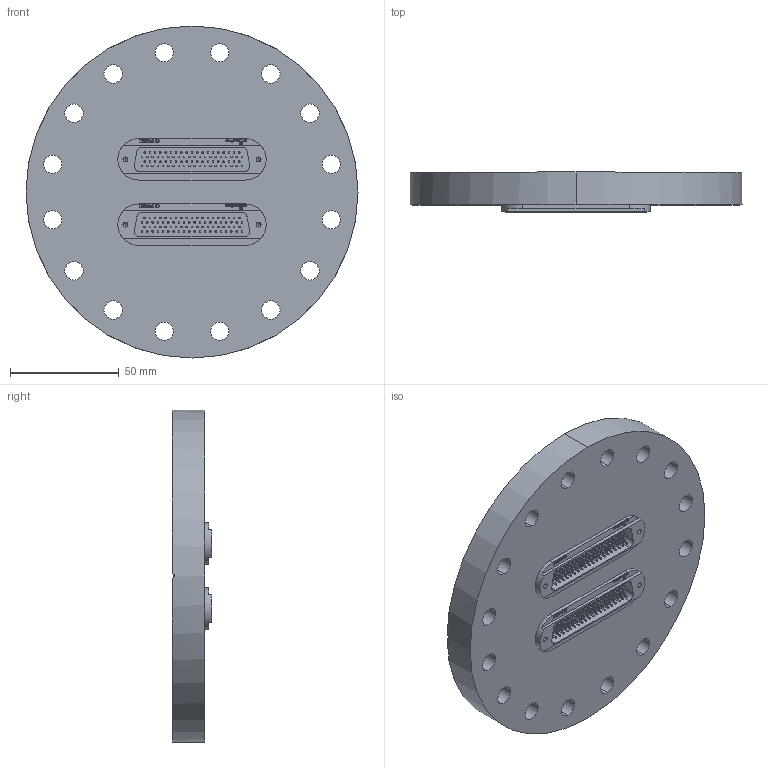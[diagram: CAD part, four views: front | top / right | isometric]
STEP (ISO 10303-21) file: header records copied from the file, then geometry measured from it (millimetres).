
FILE_DESCRIPTION (( 'STEP AP214' ), '1' );
FILE_NAME ('210-HD78-C100-2.step', '2025-02-17T20:32:24', ( '' ), ( '' ), 'SwSTEP 2.0', 'SolidWorks 2022', '' );
FILE_SCHEMA (( 'AUTOMOTIVE_DESIGN' ));
Length unit declared in the file: millimetre
Products named in the file (5): 9210-PIN-FENI-0.7_vergoldet; 9210-D50-C100-2_CF100; 218-HDX-SS_218-HD78-SS; 9218-HDX-SS_78pol. 0,7mm mit Logo; 210-HD78-C100-2
Assembly tree (82 placements, depth 3):
  210-HD78-C100-2
    9210-D50-C100-2_CF100
    218-HDX-SS_218-HD78-SS  x2
      9218-HDX-SS_78pol. 0,7mm mit Logo
      9210-PIN-FENI-0.7_vergoldet
Bounding box: 152.4 x 18.2 x 152.4 mm (x, y, z)
Volume: 235671.7 mm3; surface area: 69080.8 mm2
Topology: 159 solids, 159 shells, 1480 faces, 4262 edges, 2824 vertices
Faces by surface type: cylinder 798, sphere 312, plane 292, bspline 54, cone 20, torus 4
Entity records: 17761 total; most frequent: CARTESIAN_POINT 4489, DIRECTION 2789, ORIENTED_EDGE 2538, EDGE_CURVE 1269, AXIS2_PLACEMENT_3D 1060, VERTEX_POINT 842, EDGE_LOOP 677, VECTOR 669
